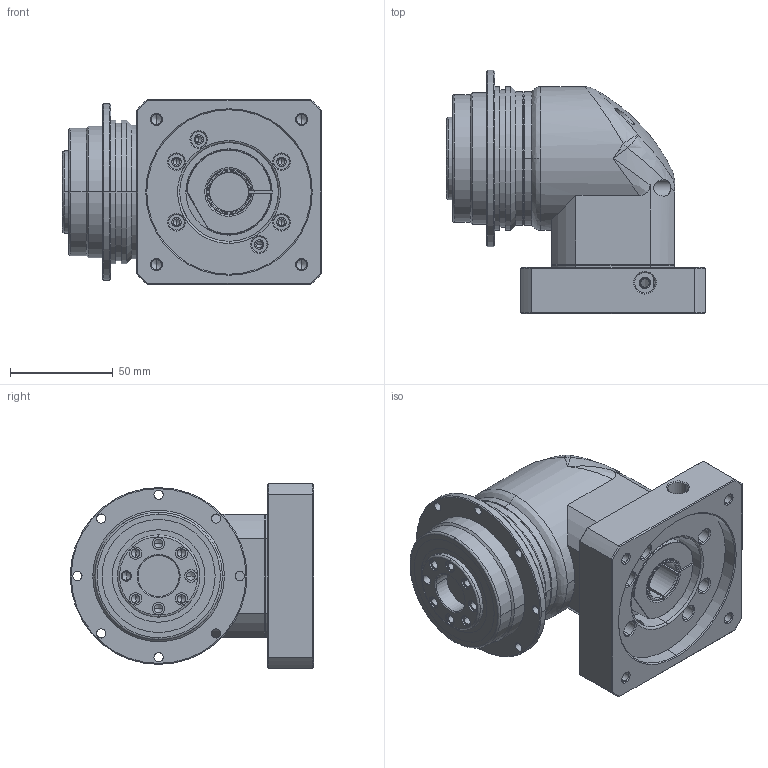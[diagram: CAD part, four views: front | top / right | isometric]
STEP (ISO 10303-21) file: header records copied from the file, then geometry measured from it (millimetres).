
FILE_DESCRIPTION (( 'STEP AP214' ), '1' );
FILE_NAME ('SDL064-L1-19-80-100M6.STEP', '2022-02-25T00:28:05', ( 'admin' ), ( '' ), 'SwSTEP 2.0', 'SolidWorks 2013', '' );
FILE_SCHEMA (( 'AUTOMOTIVE_DESIGN' ));
Length unit declared in the file: millimetre
Products named in the file (5): SBL060_X2_8F9351658F7495017D2773AF_X0_-19; SDL060_X2_94DD58F3_X0_-19; SDL064-L1-19-80-100M6; SD064; SDL060-80-100M6
Assembly tree (4 placements, depth 2):
  SDL064-L1-19-80-100M6
    SDL060_X2_94DD58F3_X0_-19
    SBL060_X2_8F9351658F7495017D2773AF_X0_-19
    SDL060-80-100M6
    SD064
Bounding box: 126 x 118.5 x 90 mm (x, y, z)
Volume: 570046 mm3; surface area: 102179.1 mm2
Topology: 10 solids, 10 shells, 491 faces, 1216 edges, 735 vertices
Faces by surface type: cylinder 226, cone 135, plane 100, bspline 28, torus 2
Entity records: 22529 total; most frequent: CARTESIAN_POINT 5404, DIRECTION 2514, ORIENTED_EDGE 2288, EDGE_CURVE 1144, AXIS2_PLACEMENT_3D 1040, VERTEX_POINT 735, EDGE_LOOP 603, CIRCLE 570
